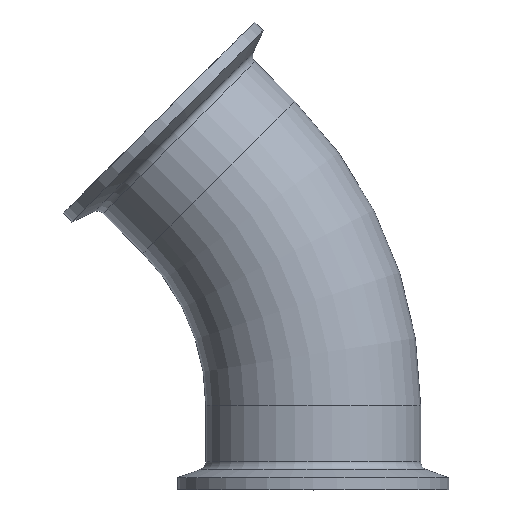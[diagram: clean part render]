
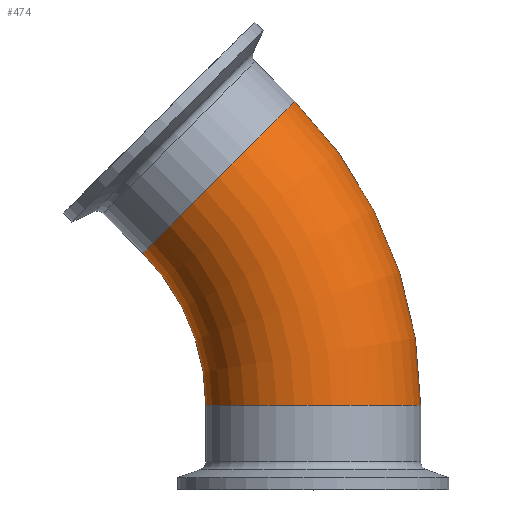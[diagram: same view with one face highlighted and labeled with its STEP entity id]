
A CAD part, top view. The second image highlights one B-rep face of the part: STEP entity #474.
In plain terms, the highlighted toroidal (fillet/blend) face has major radius 76.2 mm and minor radius 25.4 mm.
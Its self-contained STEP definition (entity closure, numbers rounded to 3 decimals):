
#96=FACE_OUTER_BOUND('',#130,.T.);
#130=EDGE_LOOP('',(#427,#428,#429,#430,#431,#432));
#141=CIRCLE('',#506,25.4);
#142=CIRCLE('',#507,25.4);
#165=CIRCLE('',#542,25.4);
#166=CIRCLE('',#543,25.4);
#188=CIRCLE('',#578,50.8);
#194=VERTEX_POINT('',#781);
#195=VERTEX_POINT('',#783);
#214=VERTEX_POINT('',#843);
#215=VERTEX_POINT('',#844);
#241=EDGE_CURVE('',#194,#195,#141,.T.);
#242=EDGE_CURVE('',#195,#194,#142,.T.);
#270=EDGE_CURVE('',#214,#215,#165,.T.);
#271=EDGE_CURVE('',#215,#214,#166,.T.);
#300=EDGE_CURVE('',#195,#214,#188,.T.);
#427=ORIENTED_EDGE('',*,*,#242,.F.);
#428=ORIENTED_EDGE('',*,*,#300,.T.);
#429=ORIENTED_EDGE('',*,*,#270,.T.);
#430=ORIENTED_EDGE('',*,*,#271,.T.);
#431=ORIENTED_EDGE('',*,*,#300,.F.);
#432=ORIENTED_EDGE('',*,*,#241,.F.);
#446=TOROIDAL_SURFACE('',#577,76.2,25.4);
#474=ADVANCED_FACE('',(#96),#446,.T.);
#506=AXIS2_PLACEMENT_3D('',#784,#603,#604);
#507=AXIS2_PLACEMENT_3D('',#785,#605,#606);
#542=AXIS2_PLACEMENT_3D('',#845,#680,#681);
#543=AXIS2_PLACEMENT_3D('',#846,#682,#683);
#577=AXIS2_PLACEMENT_3D('',#904,#757,#758);
#578=AXIS2_PLACEMENT_3D('',#905,#759,#760);
#603=DIRECTION('center_axis',(-0.707,0.707,0.));
#604=DIRECTION('ref_axis',(-0.707,-0.707,0.));
#605=DIRECTION('center_axis',(-0.707,0.707,0.));
#606=DIRECTION('ref_axis',(-0.707,-0.707,0.));
#680=DIRECTION('center_axis',(0.,1.,0.));
#681=DIRECTION('ref_axis',(-1.,0.,0.));
#682=DIRECTION('center_axis',(0.,1.,0.));
#683=DIRECTION('ref_axis',(-1.,0.,0.));
#757=DIRECTION('center_axis',(0.,0.,1.));
#758=DIRECTION('ref_axis',(1.,0.,0.));
#759=DIRECTION('center_axis',(0.,0.,-1.));
#760=DIRECTION('ref_axis',(1.,0.,0.));
#781=CARTESIAN_POINT('',(-4.358,40.279,0.));
#783=CARTESIAN_POINT('',(-40.279,4.358,0.));
#784=CARTESIAN_POINT('Origin',(-22.318,22.318,0.));
#785=CARTESIAN_POINT('Origin',(-22.318,22.318,0.));
#843=CARTESIAN_POINT('',(-25.4,-31.563,0.));
#844=CARTESIAN_POINT('',(25.4,-31.563,0.));
#845=CARTESIAN_POINT('Origin',(0.,-31.563,
0.));
#846=CARTESIAN_POINT('Origin',(0.,-31.563,
0.));
#904=CARTESIAN_POINT('Origin',(-76.2,-31.563,0.));
#905=CARTESIAN_POINT('Origin',(-76.2,-31.563,0.));
